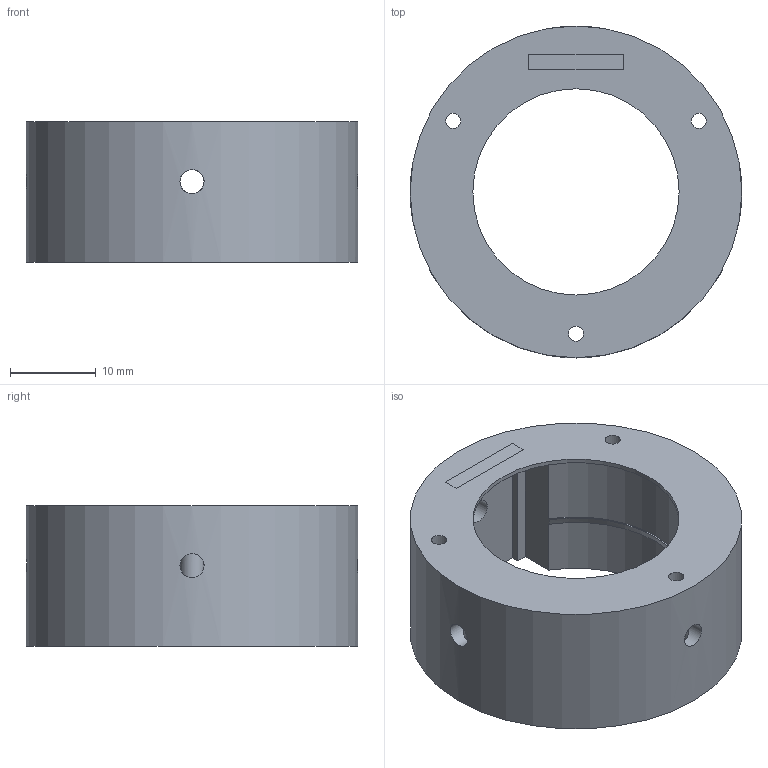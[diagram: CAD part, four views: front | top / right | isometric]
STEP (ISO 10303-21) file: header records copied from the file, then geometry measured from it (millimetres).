
FILE_DESCRIPTION(/* description */ (''),/* implementation_level */ '2;1');
FILE_NAME(/* name */ '50_ETL_Base_v0.ipt.step',/* time_stamp */ '2022-11-29T08:28:14+01:00',/* author */ ('diederichbenedict'),/* organization */ (''),/* preprocessor_version */ 'ST-DEVELOPER v18.1',/* originating_system */ 'Autodesk Inventor 2022',/* authorisation */ '');
FILE_SCHEMA (('AUTOMOTIVE_DESIGN { 1 0 10303 214 3 1 1 }'));
Length unit declared in the file: millimetre
Products named in the file (1): 50_ETL_Base_v0
Bounding box: 38.6 x 38.6 x 16.31 mm (x, y, z)
Volume: 9233.8 mm3; surface area: 5428.9 mm2
Topology: 1 solids, 1 shells, 34 faces, 86 edges, 53 vertices
Faces by surface type: cylinder 16, plane 14, cone 4
Full cylindrical faces by diameter (mm): 2.8 x10, 24 x1, 38.6 x1
Entity records: 1269 total; most frequent: CARTESIAN_POINT 378, DIRECTION 174, ORIENTED_EDGE 172, EDGE_CURVE 86, AXIS2_PLACEMENT_3D 63, VERTEX_POINT 53, EDGE_LOOP 49, LINE 48
